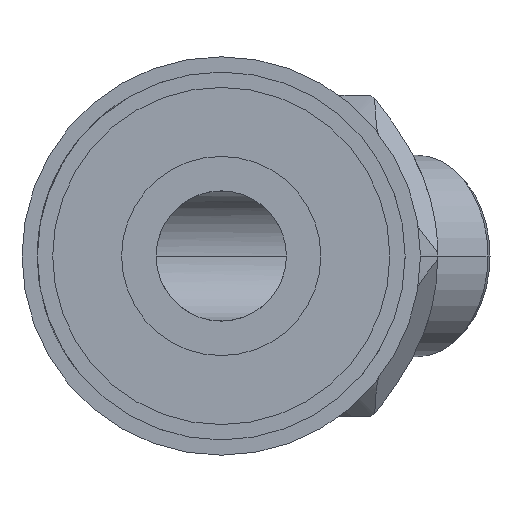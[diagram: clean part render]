
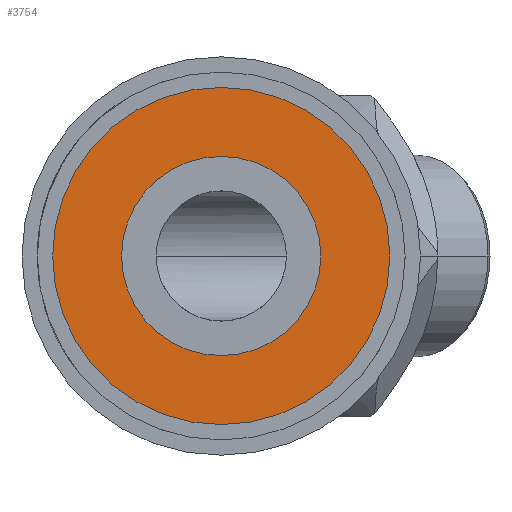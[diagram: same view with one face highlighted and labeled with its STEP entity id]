
A CAD part, left-side view. The second image highlights one B-rep face of the part: STEP entity #3754.
In plain terms, the highlighted planar face has unit normal (-1, 0, 0).
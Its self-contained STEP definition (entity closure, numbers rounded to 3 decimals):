
#59 = AXIS2_PLACEMENT_3D ( 'NONE', #1751, #2585, #3245 ) ;
#218 = PLANE ( 'NONE',  #4991 ) ;
#508 = VERTEX_POINT ( 'NONE', #3941 ) ;
#526 = EDGE_CURVE ( 'NONE', #6110, #4280, #7497, .T. ) ;
#924 = FACE_OUTER_BOUND ( 'NONE', #3343, .T. ) ;
#966 = DIRECTION ( 'NONE',  ( 1., 0., 0. ) ) ;
#1000 = EDGE_CURVE ( 'NONE', #508, #4595, #5126, .T. ) ;
#1230 = DIRECTION ( 'NONE',  ( -1., 0., 0. ) ) ;
#1431 = CIRCLE ( 'NONE', #5445, 6.5 ) ;
#1618 = FACE_BOUND ( 'NONE', #3295, .T. ) ;
#1751 = CARTESIAN_POINT ( 'NONE',  ( 0., 0., 0. ) ) ;
#1863 = AXIS2_PLACEMENT_3D ( 'NONE', #3503, #2700, #8385 ) ;
#2585 = DIRECTION ( 'NONE',  ( 1., 0., 0. ) ) ;
#2700 = DIRECTION ( 'NONE',  ( -1., 0., 0. ) ) ;
#2732 = ORIENTED_EDGE ( 'NONE', *, *, #1000, .T. ) ;
#3245 = DIRECTION ( 'NONE',  ( 0., 0., -1. ) ) ;
#3295 = EDGE_LOOP ( 'NONE', ( #6984, #7966 ) ) ;
#3343 = EDGE_LOOP ( 'NONE', ( #2732, #7716 ) ) ;
#3503 = CARTESIAN_POINT ( 'NONE',  ( 0., 0., 0. ) ) ;
#3754 = ADVANCED_FACE ( 'NONE', ( #1618, #924 ), #218, .F. ) ;
#3784 = DIRECTION ( 'NONE',  ( 1., 0., 0. ) ) ;
#3811 = DIRECTION ( 'NONE',  ( 0., 0., -1. ) ) ;
#3941 = CARTESIAN_POINT ( 'NONE',  ( 0., 0., 11. ) ) ;
#4257 = CIRCLE ( 'NONE', #1863, 11. ) ;
#4280 = VERTEX_POINT ( 'NONE', #5360 ) ;
#4595 = VERTEX_POINT ( 'NONE', #6243 ) ;
#4674 = EDGE_CURVE ( 'NONE', #4595, #508, #4257, .T. ) ;
#4991 = AXIS2_PLACEMENT_3D ( 'NONE', #5205, #966, #3811 ) ;
#5126 = CIRCLE ( 'NONE', #8089, 11. ) ;
#5205 = CARTESIAN_POINT ( 'NONE',  ( 0., 0., 0. ) ) ;
#5222 = CARTESIAN_POINT ( 'NONE',  ( 0., 0., 0. ) ) ;
#5274 = EDGE_CURVE ( 'NONE', #4280, #6110, #1431, .T. ) ;
#5360 = CARTESIAN_POINT ( 'NONE',  ( 0., 0., 6.5 ) ) ;
#5445 = AXIS2_PLACEMENT_3D ( 'NONE', #5222, #3784, #6573 ) ;
#6072 = CARTESIAN_POINT ( 'NONE',  ( 0., 0., 0. ) ) ;
#6110 = VERTEX_POINT ( 'NONE', #8702 ) ;
#6243 = CARTESIAN_POINT ( 'NONE',  ( 0., 0., -11. ) ) ;
#6573 = DIRECTION ( 'NONE',  ( 0., 0., -1. ) ) ;
#6984 = ORIENTED_EDGE ( 'NONE', *, *, #5274, .T. ) ;
#7497 = CIRCLE ( 'NONE', #59, 6.5 ) ;
#7716 = ORIENTED_EDGE ( 'NONE', *, *, #4674, .T. ) ;
#7966 = ORIENTED_EDGE ( 'NONE', *, *, #526, .T. ) ;
#8089 = AXIS2_PLACEMENT_3D ( 'NONE', #6072, #1230, #9088 ) ;
#8385 = DIRECTION ( 'NONE',  ( 0., 0., 1. ) ) ;
#8702 = CARTESIAN_POINT ( 'NONE',  ( 0., 0., -6.5 ) ) ;
#9088 = DIRECTION ( 'NONE',  ( 0., 0., 1. ) ) ;
